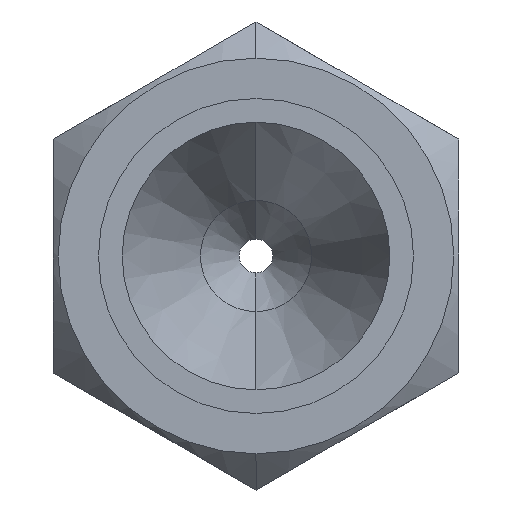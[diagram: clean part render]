
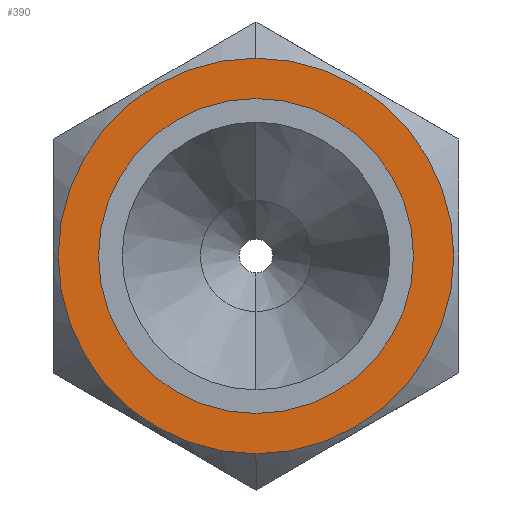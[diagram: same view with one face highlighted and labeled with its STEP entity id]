
A CAD part, left-side view. The second image highlights one B-rep face of the part: STEP entity #390.
In plain terms, the highlighted planar face has unit normal (-1, 0, 0).
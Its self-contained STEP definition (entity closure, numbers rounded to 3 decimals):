
#22 = CARTESIAN_POINT ( 'NONE',  ( -76.694, 8.699, 13.377 ) ) ;
#45 = EDGE_CURVE ( 'NONE', #902, #740, #628, .T. ) ;
#51 = VERTEX_POINT ( 'NONE', #363 ) ;
#70 = EDGE_LOOP ( 'NONE', ( #409, #514 ) ) ;
#72 = DIRECTION ( 'NONE',  ( 0., 0., 1. ) ) ;
#129 = AXIS2_PLACEMENT_3D ( 'NONE', #402, #1317, #72 ) ;
#141 = EDGE_CURVE ( 'NONE', #740, #902, #903, .T. ) ;
#223 = PLANE ( 'NONE',  #254 ) ;
#242 = DIRECTION ( 'NONE',  ( -1., 0., 0. ) ) ;
#254 = AXIS2_PLACEMENT_3D ( 'NONE', #738, #326, #530 ) ;
#255 = VERTEX_POINT ( 'NONE', #601 ) ;
#261 = CIRCLE ( 'NONE', #655, 5.632 ) ;
#326 = DIRECTION ( 'NONE',  ( -1., 0., 0. ) ) ;
#363 = CARTESIAN_POINT ( 'NONE',  ( -76.694, 8.699, 5.632 ) ) ;
#390 = ADVANCED_FACE ( 'NONE', ( #1254, #429 ), #223, .T. ) ;
#402 = CARTESIAN_POINT ( 'NONE',  ( -76.694, 8.699, 0. ) ) ;
#409 = ORIENTED_EDGE ( 'NONE', *, *, #141, .T. ) ;
#429 = FACE_OUTER_BOUND ( 'NONE', #70, .T. ) ;
#442 = ORIENTED_EDGE ( 'NONE', *, *, #1033, .T. ) ;
#494 = CARTESIAN_POINT ( 'NONE',  ( -76.694, 8.699, 0. ) ) ;
#499 = ORIENTED_EDGE ( 'NONE', *, *, #694, .T. ) ;
#514 = ORIENTED_EDGE ( 'NONE', *, *, #45, .T. ) ;
#530 = DIRECTION ( 'NONE',  ( 0., 0., 1. ) ) ;
#562 = DIRECTION ( 'NONE',  ( -1., 0., 0. ) ) ;
#601 = CARTESIAN_POINT ( 'NONE',  ( -76.694, 8.699, -5.632 ) ) ;
#628 = CIRCLE ( 'NONE', #950, 13.377 ) ;
#655 = AXIS2_PLACEMENT_3D ( 'NONE', #494, #911, #1202 ) ;
#669 = CARTESIAN_POINT ( 'NONE',  ( -76.694, 8.699, 0. ) ) ;
#694 = EDGE_CURVE ( 'NONE', #255, #51, #765, .T. ) ;
#738 = CARTESIAN_POINT ( 'NONE',  ( -76.694, 0., 0. ) ) ;
#740 = VERTEX_POINT ( 'NONE', #22 ) ;
#765 = CIRCLE ( 'NONE', #129, 5.632 ) ;
#766 = CARTESIAN_POINT ( 'NONE',  ( -76.694, 8.699, 0. ) ) ;
#878 = CARTESIAN_POINT ( 'NONE',  ( -76.694, 8.699, -13.377 ) ) ;
#902 = VERTEX_POINT ( 'NONE', #878 ) ;
#903 = CIRCLE ( 'NONE', #1119, 13.377 ) ;
#911 = DIRECTION ( 'NONE',  ( 1., 0., 0. ) ) ;
#950 = AXIS2_PLACEMENT_3D ( 'NONE', #766, #242, #1287 ) ;
#973 = DIRECTION ( 'NONE',  ( 0., 0., 1. ) ) ;
#1028 = EDGE_LOOP ( 'NONE', ( #499, #442 ) ) ;
#1033 = EDGE_CURVE ( 'NONE', #51, #255, #261, .T. ) ;
#1119 = AXIS2_PLACEMENT_3D ( 'NONE', #669, #562, #973 ) ;
#1202 = DIRECTION ( 'NONE',  ( 0., 0., 1. ) ) ;
#1254 = FACE_BOUND ( 'NONE', #1028, .T. ) ;
#1287 = DIRECTION ( 'NONE',  ( 0., 0., 1. ) ) ;
#1317 = DIRECTION ( 'NONE',  ( 1., 0., 0. ) ) ;
